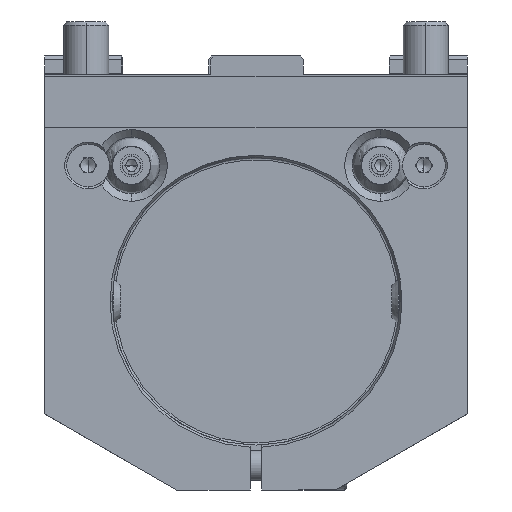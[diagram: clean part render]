
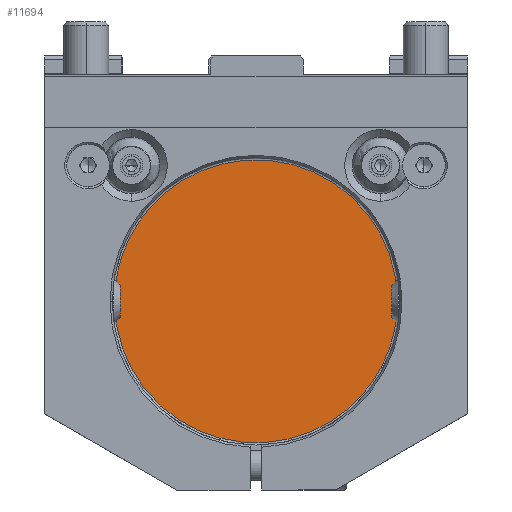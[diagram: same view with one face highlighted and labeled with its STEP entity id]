
A CAD part, left-side view. The second image highlights one B-rep face of the part: STEP entity #11694.
In plain terms, the highlighted planar face has unit normal (1, 0, 0).
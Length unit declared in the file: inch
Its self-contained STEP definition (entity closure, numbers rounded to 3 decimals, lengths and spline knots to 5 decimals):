
#145 = CARTESIAN_POINT ( 'NONE',  ( 2.46063, -1.47638, -2.36181 ) ) ;
#717 = CARTESIAN_POINT ( 'NONE',  ( 2.46063, 1.47638, -2.3628 ) ) ;
#747 = CARTESIAN_POINT ( 'NONE',  ( 2.46063, 1.47638, -2.3622 ) ) ;
#1084 = CARTESIAN_POINT ( 'NONE',  ( 2.46063, 0., -2.3622 ) ) ;
#1571 = ORIENTED_EDGE ( 'NONE', *, *, #20752, .F. ) ;
#1900 = VERTEX_POINT ( 'NONE', #7957 ) ;
#3934 = EDGE_CURVE ( 'NONE', #19166, #19862, #27315, .T. ) ;
#4060 = AXIS2_PLACEMENT_3D ( 'NONE', #1084, #25937, #19040 ) ;
#4911 = CARTESIAN_POINT ( 'NONE',  ( 2.46063, 1.47638, -2.3628 ) ) ;
#5770 = PLANE ( 'NONE',  #4060 ) ;
#6807 = CARTESIAN_POINT ( 'NONE',  ( 2.46063, 1.47638, -2.3628 ) ) ;
#7861 = VERTEX_POINT ( 'NONE', #21532 ) ;
#7957 = CARTESIAN_POINT ( 'NONE',  ( 2.46063, 1.47638, -2.3622 ) ) ;
#9242 = EDGE_CURVE ( 'NONE', #19862, #7861, #20429, .T. ) ;
#10406 = CARTESIAN_POINT ( 'NONE',  ( 2.46063, -1.47638, -2.36161 ) ) ;
#11694 = ADVANCED_FACE ( 'NONE', ( #21216 ), #5770, .T. ) ;
#12100 =( BOUNDED_CURVE ( )  B_SPLINE_CURVE ( 3, ( #28248, #14982, #24911, #4911 ),
 .UNSPECIFIED., .F., .F. ) 
 B_SPLINE_CURVE_WITH_KNOTS ( ( 4, 4 ),
 ( 0., 0.00013 ),
 .UNSPECIFIED. ) 
 CURVE ( )  GEOMETRIC_REPRESENTATION_ITEM ( )  RATIONAL_B_SPLINE_CURVE ( ( 1., 1., 1., 1. ) ) 
 REPRESENTATION_ITEM ( '' )  );
#13811 = CARTESIAN_POINT ( 'NONE',  ( 2.46063, -1.47638, -2.3622 ) ) ;
#14982 = CARTESIAN_POINT ( 'NONE',  ( 2.46063, 1.47638, -2.3624 ) ) ;
#15257 = CARTESIAN_POINT ( 'NONE',  ( 2.46063, -1.47638, -2.36201 ) ) ;
#16326 = CARTESIAN_POINT ( 'NONE',  ( 2.46063, 1.47519, -5.31436 ) ) ;
#18571 = EDGE_LOOP ( 'NONE', ( #1571, #30386, #24731, #29085 ) ) ;
#18876 = CARTESIAN_POINT ( 'NONE',  ( 2.46063, 1.47638, 0.58936 ) ) ;
#19040 = DIRECTION ( 'NONE',  ( 0., 0., -1. ) ) ;
#19166 = VERTEX_POINT ( 'NONE', #6807 ) ;
#19647 = CARTESIAN_POINT ( 'NONE',  ( 2.46063, -1.47638, -2.3622 ) ) ;
#19862 = VERTEX_POINT ( 'NONE', #19647 ) ;
#20429 =( BOUNDED_CURVE ( )  B_SPLINE_CURVE ( 3, ( #23141, #15257, #145, #10406 ),
 .UNSPECIFIED., .F., .F. ) 
 B_SPLINE_CURVE_WITH_KNOTS ( ( 4, 4 ),
 ( 0., 0.00013 ),
 .UNSPECIFIED. ) 
 CURVE ( )  GEOMETRIC_REPRESENTATION_ITEM ( )  RATIONAL_B_SPLINE_CURVE ( ( 1., 1., 1., 1. ) ) 
 REPRESENTATION_ITEM ( '' )  );
#20752 = EDGE_CURVE ( 'NONE', #1900, #19166, #12100, .T. ) ;
#21216 = FACE_OUTER_BOUND ( 'NONE', #18571, .T. ) ;
#21532 = CARTESIAN_POINT ( 'NONE',  ( 2.46063, -1.47638, -2.36161 ) ) ;
#23141 = CARTESIAN_POINT ( 'NONE',  ( 2.46063, -1.47638, -2.3622 ) ) ;
#23919 = CARTESIAN_POINT ( 'NONE',  ( 2.46063, -1.47638, -2.36161 ) ) ;
#24063 = CARTESIAN_POINT ( 'NONE',  ( 2.46063, -1.47638, -5.31377 ) ) ;
#24731 = ORIENTED_EDGE ( 'NONE', *, *, #9242, .F. ) ;
#24911 = CARTESIAN_POINT ( 'NONE',  ( 2.46063, 1.47638, -2.3626 ) ) ;
#25937 = DIRECTION ( 'NONE',  ( 1., 0., 0. ) ) ;
#27137 = EDGE_CURVE ( 'NONE', #7861, #1900, #32719, .T. ) ;
#27315 =( BOUNDED_CURVE ( )  B_SPLINE_CURVE ( 3, ( #717, #16326, #24063, #13811 ),
 .UNSPECIFIED., .F., .F. ) 
 B_SPLINE_CURVE_WITH_KNOTS ( ( 4, 4 ),
 ( 0.00013, 1. ),
 .UNSPECIFIED. ) 
 CURVE ( )  GEOMETRIC_REPRESENTATION_ITEM ( )  RATIONAL_B_SPLINE_CURVE ( ( 1., 0.333, 0.333, 1. ) ) 
 REPRESENTATION_ITEM ( '' )  );
#28248 = CARTESIAN_POINT ( 'NONE',  ( 2.46063, 1.47638, -2.3622 ) ) ;
#29085 = ORIENTED_EDGE ( 'NONE', *, *, #3934, .F. ) ;
#29306 = CARTESIAN_POINT ( 'NONE',  ( 2.46063, -1.47519, 0.58996 ) ) ;
#30386 = ORIENTED_EDGE ( 'NONE', *, *, #27137, .F. ) ;
#32719 =( BOUNDED_CURVE ( )  B_SPLINE_CURVE ( 3, ( #23919, #29306, #18876, #747 ),
 .UNSPECIFIED., .F., .T. ) 
 B_SPLINE_CURVE_WITH_KNOTS ( ( 4, 4 ),
 ( 0.00013, 1. ),
 .UNSPECIFIED. ) 
 CURVE ( )  GEOMETRIC_REPRESENTATION_ITEM ( )  RATIONAL_B_SPLINE_CURVE ( ( 1., 0.333, 0.333, 1. ) ) 
 REPRESENTATION_ITEM ( '' )  );
